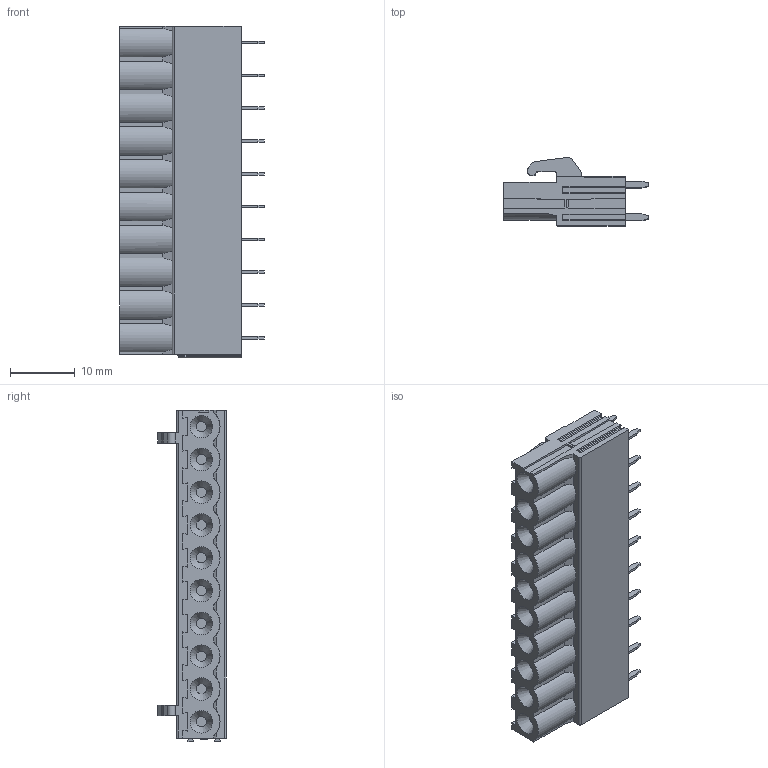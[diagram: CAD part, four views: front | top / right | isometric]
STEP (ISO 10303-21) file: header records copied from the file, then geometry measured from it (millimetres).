
FILE_DESCRIPTION(('STEP AP214'),'1');
FILE_NAME('PF10-5,08-V-M.stp','2021-04-06T11:01:13',(' '),(' '),'Spatial InterOp 3D',' ',' ');
FILE_SCHEMA(('automotive_design'));
Length unit declared in the file: metre
Products named in the file (1): 1
Bounding box: 22.45 x 10.6 x 51.35 mm (x, y, z)
Volume: 5726.7 mm3; surface area: 4077.7 mm2
Topology: 1 solids, 1 shells, 694 faces, 1910 edges, 1272 vertices
Faces by surface type: plane 557, cylinder 125, cone 10, extrusion 1, sphere 1
Full cylindrical faces by diameter (mm): 1.6 x10
Entity records: 27141 total; most frequent: CARTESIAN_POINT 3868, ORIENTED_EDGE 3738, DIRECTION 3506, EDGE_CURVE 1869, VECTOR 1578, LINE 1577, VERTEX_POINT 1252, AXIS2_PLACEMENT_3D 964
